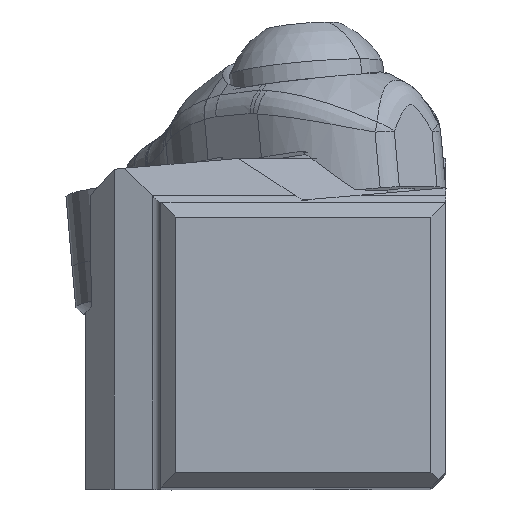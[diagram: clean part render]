
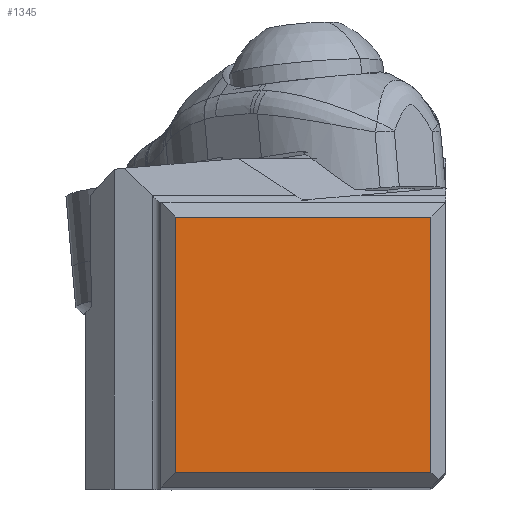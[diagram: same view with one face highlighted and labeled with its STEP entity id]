
A CAD part, top view. The second image highlights one B-rep face of the part: STEP entity #1345.
In plain terms, the highlighted planar face has unit normal (0, 0, 1).
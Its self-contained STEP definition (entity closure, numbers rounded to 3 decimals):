
#647=FACE_OUTER_BOUND('',#1701,.T.);
#869=LINE('',#11344,#1094);
#871=LINE('',#11348,#1096);
#876=LINE('',#11358,#1101);
#882=LINE('',#11379,#1107);
#1094=VECTOR('',#5926,1.);
#1096=VECTOR('',#5930,1.);
#1101=VECTOR('',#5939,1.);
#1107=VECTOR('',#5963,1.);
#1345=ADVANCED_FACE('',(#647),#1459,.T.);
#1459=PLANE('',#4979);
#1701=EDGE_LOOP('',(#2873,#2874,#2875,#2876));
#2873=ORIENTED_EDGE('',*,*,#4188,.T.);
#2874=ORIENTED_EDGE('',*,*,#4183,.F.);
#2875=ORIENTED_EDGE('',*,*,#4181,.F.);
#2876=ORIENTED_EDGE('',*,*,#4199,.T.);
#3526=VERTEX_POINT('',#11343);
#3527=VERTEX_POINT('',#11345);
#3528=VERTEX_POINT('',#11349);
#3531=VERTEX_POINT('',#11359);
#4181=EDGE_CURVE('',#3526,#3527,#869,.T.);
#4183=EDGE_CURVE('',#3527,#3528,#871,.T.);
#4188=EDGE_CURVE('',#3531,#3528,#876,.T.);
#4199=EDGE_CURVE('',#3526,#3531,#882,.T.);
#4979=AXIS2_PLACEMENT_3D('',#11381,#5966,#5967);
#5926=DIRECTION('',(1.,0.,0.));
#5930=DIRECTION('',(0.,-1.,0.));
#5939=DIRECTION('',(1.,0.,0.));
#5963=DIRECTION('',(0.,-1.,0.));
#5966=DIRECTION('',(0.,0.,1.));
#5967=DIRECTION('',(-1.,0.,0.));
#11343=CARTESIAN_POINT('',(-18.05,18.05,0.));
#11344=CARTESIAN_POINT('',(-18.05,18.05,0.));
#11345=CARTESIAN_POINT('',(-1.,18.05,0.));
#11348=CARTESIAN_POINT('',(-1.,18.05,0.));
#11349=CARTESIAN_POINT('',(-1.,1.,0.));
#11358=CARTESIAN_POINT('',(-18.05,1.,0.));
#11359=CARTESIAN_POINT('',(-18.05,1.,0.));
#11379=CARTESIAN_POINT('',(-18.05,18.05,0.));
#11381=CARTESIAN_POINT('',(-9.525,9.525,0.));
